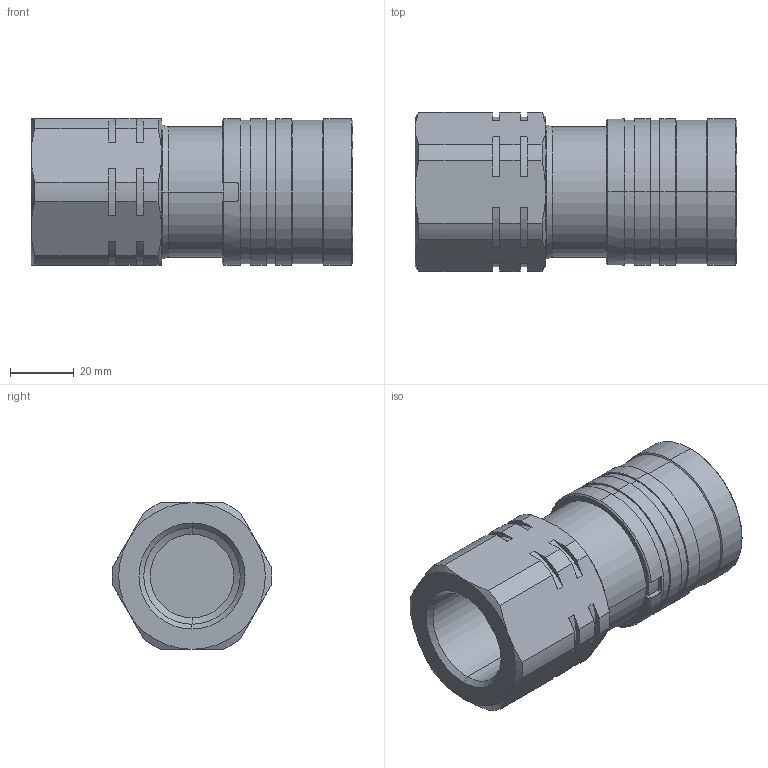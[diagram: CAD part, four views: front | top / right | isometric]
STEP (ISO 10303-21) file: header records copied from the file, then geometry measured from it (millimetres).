
FILE_DESCRIPTION (( 'STEP AP214' ), '1' );
FILE_NAME ('IF7510-100RV.STEP', '2013-03-06T14:58:33', ( 'admin' ), ( 'Microsoft' ), 'SwSTEP 2.0', 'SolidWorks 2009', '' );
FILE_SCHEMA (( 'AUTOMOTIVE_DESIGN' ));
Length unit declared in the file: millimetre
Products named in the file (1): IF7510-100RV
Bounding box: 101 x 49.96 x 46 mm (x, y, z)
Volume: 148348 mm3; surface area: 22136.4 mm2
Topology: 1 solids, 1 shells, 175 faces, 433 edges, 270 vertices
Faces by surface type: cylinder 73, plane 50, cone 43, torus 9
Entity records: 5351 total; most frequent: CARTESIAN_POINT 1095, DIRECTION 938, ORIENTED_EDGE 866, EDGE_CURVE 433, AXIS2_PLACEMENT_3D 369, VERTEX_POINT 270, LINE 200, VECTOR 200
